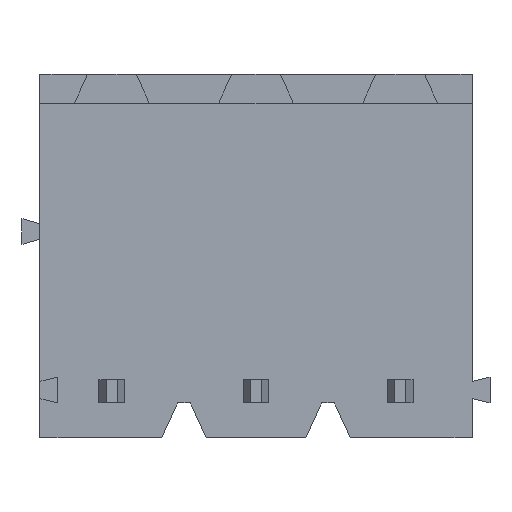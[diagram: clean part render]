
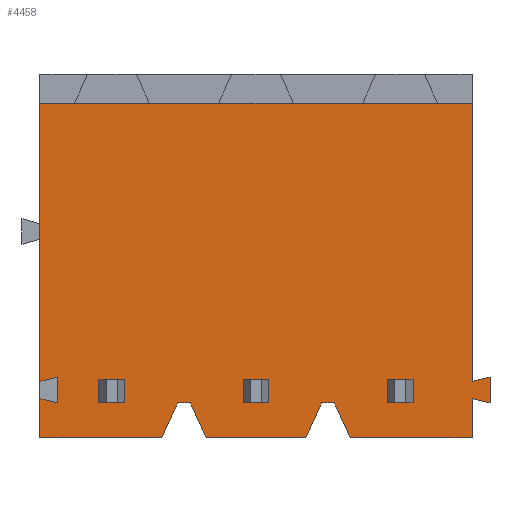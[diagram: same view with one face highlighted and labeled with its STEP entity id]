
A CAD part, front view. The second image highlights one B-rep face of the part: STEP entity #4458.
In plain terms, the highlighted planar face has unit normal (0, -1, 0).
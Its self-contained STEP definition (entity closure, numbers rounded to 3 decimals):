
#163=DIRECTION('',(0.,0.,-1.));
#164=VECTOR('',#163,9.65);
#165=CARTESIAN_POINT('',(0.,0.,11.6));
#166=LINE('',#165,#164);
#179=DIRECTION('',(0.,0.,-1.));
#180=VECTOR('',#179,1.35);
#181=CARTESIAN_POINT('',(0.,0.,1.35));
#182=LINE('',#181,#180);
#1269=DIRECTION('',(1.,0.,0.));
#1270=VECTOR('',#1269,4.23);
#1271=CARTESIAN_POINT('',(10.77,0.,0.));
#1272=LINE('',#1271,#1270);
#1297=DIRECTION('',(1.,0.,0.));
#1298=VECTOR('',#1297,0.45);
#1299=CARTESIAN_POINT('',(9.775,0.,1.2));
#1300=LINE('',#1299,#1298);
#1309=DIRECTION('',(0.,0.,-1.));
#1310=VECTOR('',#1309,0.8);
#1311=CARTESIAN_POINT('',(12.05,0.,2.));
#1312=LINE('',#1311,#1310);
#1313=DIRECTION('',(1.,0.,0.));
#1314=VECTOR('',#1313,0.9);
#1315=CARTESIAN_POINT('',(12.05,0.,1.2));
#1316=LINE('',#1315,#1314);
#1317=DIRECTION('',(0.,0.,-1.));
#1318=VECTOR('',#1317,0.8);
#1319=CARTESIAN_POINT('',(12.95,0.,2.));
#1320=LINE('',#1319,#1318);
#1321=DIRECTION('',(1.,0.,0.));
#1322=VECTOR('',#1321,0.9);
#1323=CARTESIAN_POINT('',(12.05,0.,2.));
#1324=LINE('',#1323,#1322);
#1325=DIRECTION('',(0.,0.,-1.));
#1326=VECTOR('',#1325,0.8);
#1327=CARTESIAN_POINT('',(7.05,0.,2.));
#1328=LINE('',#1327,#1326);
#1329=DIRECTION('',(1.,0.,0.));
#1330=VECTOR('',#1329,0.9);
#1331=CARTESIAN_POINT('',(7.05,0.,1.2));
#1332=LINE('',#1331,#1330);
#1333=DIRECTION('',(0.,0.,-1.));
#1334=VECTOR('',#1333,0.8);
#1335=CARTESIAN_POINT('',(7.95,0.,2.));
#1336=LINE('',#1335,#1334);
#1337=DIRECTION('',(1.,0.,0.));
#1338=VECTOR('',#1337,0.9);
#1339=CARTESIAN_POINT('',(7.05,0.,2.));
#1340=LINE('',#1339,#1338);
#1341=DIRECTION('',(0.,0.,-1.));
#1342=VECTOR('',#1341,0.8);
#1343=CARTESIAN_POINT('',(2.05,0.,2.));
#1344=LINE('',#1343,#1342);
#1345=DIRECTION('',(1.,0.,0.));
#1346=VECTOR('',#1345,0.9);
#1347=CARTESIAN_POINT('',(2.05,0.,1.2));
#1348=LINE('',#1347,#1346);
#1349=DIRECTION('',(0.,0.,-1.));
#1350=VECTOR('',#1349,0.8);
#1351=CARTESIAN_POINT('',(2.95,0.,2.));
#1352=LINE('',#1351,#1350);
#1353=DIRECTION('',(1.,0.,0.));
#1354=VECTOR('',#1353,0.9);
#1355=CARTESIAN_POINT('',(2.05,0.,2.));
#1356=LINE('',#1355,#1354);
#1357=DIRECTION('',(-0.972,0.,-0.235));
#1358=VECTOR('',#1357,0.638);
#1359=CARTESIAN_POINT('',(15.62,0.,2.1));
#1360=LINE('',#1359,#1358);
#1361=DIRECTION('',(0.972,0.,-0.235));
#1362=VECTOR('',#1361,0.638);
#1363=CARTESIAN_POINT('',(15.,0.,1.35));
#1364=LINE('',#1363,#1362);
#1365=DIRECTION('',(0.414,0.,-0.91));
#1366=VECTOR('',#1365,1.318);
#1367=CARTESIAN_POINT('',(10.225,0.,1.2));
#1368=LINE('',#1367,#1366);
#1369=DIRECTION('',(0.414,0.,0.91));
#1370=VECTOR('',#1369,1.318);
#1371=CARTESIAN_POINT('',(9.23,0.,0.));
#1372=LINE('',#1371,#1370);
#1373=DIRECTION('',(0.414,0.,-0.91));
#1374=VECTOR('',#1373,1.318);
#1375=CARTESIAN_POINT('',(5.225,0.,1.2));
#1376=LINE('',#1375,#1374);
#1377=DIRECTION('',(0.414,0.,0.91));
#1378=VECTOR('',#1377,1.318);
#1379=CARTESIAN_POINT('',(4.23,0.,0.));
#1380=LINE('',#1379,#1378);
#1381=DIRECTION('',(0.972,0.,-0.235));
#1382=VECTOR('',#1381,0.638);
#1383=CARTESIAN_POINT('',(0.,0.,1.35));
#1384=LINE('',#1383,#1382);
#1385=DIRECTION('',(0.,0.,1.));
#1386=VECTOR('',#1385,0.9);
#1387=CARTESIAN_POINT('',(0.62,0.,1.2));
#1388=LINE('',#1387,#1386);
#1389=DIRECTION('',(-0.972,0.,-0.235));
#1390=VECTOR('',#1389,0.638);
#1391=CARTESIAN_POINT('',(0.62,0.,2.1));
#1392=LINE('',#1391,#1390);
#1565=DIRECTION('',(-1.,0.,0.));
#1566=VECTOR('',#1565,15.);
#1567=CARTESIAN_POINT('',(15.,0.,11.6));
#1568=LINE('',#1567,#1566);
#1801=DIRECTION('',(0.,0.,-1.));
#1802=VECTOR('',#1801,1.35);
#1803=CARTESIAN_POINT('',(15.,0.,1.35));
#1804=LINE('',#1803,#1802);
#1817=DIRECTION('',(0.,0.,-1.));
#1818=VECTOR('',#1817,9.65);
#1819=CARTESIAN_POINT('',(15.,0.,11.6));
#1820=LINE('',#1819,#1818);
#1887=DIRECTION('',(0.,0.,-1.));
#1888=VECTOR('',#1887,0.9);
#1889=CARTESIAN_POINT('',(15.62,0.,2.1));
#1890=LINE('',#1889,#1888);
#2067=DIRECTION('',(1.,0.,0.));
#2068=VECTOR('',#2067,3.46);
#2069=CARTESIAN_POINT('',(5.77,0.,0.));
#2070=LINE('',#2069,#2068);
#2091=DIRECTION('',(1.,0.,0.));
#2092=VECTOR('',#2091,0.45);
#2093=CARTESIAN_POINT('',(4.775,0.,1.2));
#2094=LINE('',#2093,#2092);
#2127=DIRECTION('',(1.,0.,0.));
#2128=VECTOR('',#2127,4.23);
#2129=CARTESIAN_POINT('',(0.,0.,0.));
#2130=LINE('',#2129,#2128);
#2183=CARTESIAN_POINT('',(0.,0.,11.6));
#2185=VERTEX_POINT('',#2183);
#2203=CARTESIAN_POINT('',(0.,0.,0.));
#2204=VERTEX_POINT('',#2203);
#2285=CARTESIAN_POINT('',(2.05,0.,2.));
#2286=CARTESIAN_POINT('',(2.05,0.,1.2));
#2287=VERTEX_POINT('',#2285);
#2288=VERTEX_POINT('',#2286);
#2289=CARTESIAN_POINT('',(2.95,0.,2.));
#2290=CARTESIAN_POINT('',(2.95,0.,1.2));
#2291=VERTEX_POINT('',#2289);
#2292=VERTEX_POINT('',#2290);
#2309=CARTESIAN_POINT('',(4.23,0.,0.));
#2311=VERTEX_POINT('',#2309);
#2313=CARTESIAN_POINT('',(4.775,0.,1.2));
#2314=VERTEX_POINT('',#2313);
#2325=CARTESIAN_POINT('',(0.,0.,1.35));
#2326=VERTEX_POINT('',#2325);
#2327=CARTESIAN_POINT('',(0.,0.,1.95));
#2328=VERTEX_POINT('',#2327);
#2329=CARTESIAN_POINT('',(0.62,0.,1.2));
#2330=VERTEX_POINT('',#2329);
#2331=CARTESIAN_POINT('',(0.62,0.,2.1));
#2332=VERTEX_POINT('',#2331);
#2429=CARTESIAN_POINT('',(7.05,0.,2.));
#2430=CARTESIAN_POINT('',(7.05,0.,1.2));
#2431=VERTEX_POINT('',#2429);
#2432=VERTEX_POINT('',#2430);
#2433=CARTESIAN_POINT('',(7.95,0.,2.));
#2434=CARTESIAN_POINT('',(7.95,0.,1.2));
#2435=VERTEX_POINT('',#2433);
#2436=VERTEX_POINT('',#2434);
#2453=CARTESIAN_POINT('',(5.77,0.,0.));
#2455=VERTEX_POINT('',#2453);
#2457=CARTESIAN_POINT('',(5.225,0.,1.2));
#2458=VERTEX_POINT('',#2457);
#2461=CARTESIAN_POINT('',(9.23,0.,0.));
#2463=VERTEX_POINT('',#2461);
#2465=CARTESIAN_POINT('',(9.775,0.,1.2));
#2466=VERTEX_POINT('',#2465);
#2477=CARTESIAN_POINT('',(15.,0.,11.6));
#2479=VERTEX_POINT('',#2477);
#2497=CARTESIAN_POINT('',(15.,0.,0.));
#2498=VERTEX_POINT('',#2497);
#2579=CARTESIAN_POINT('',(12.05,0.,2.));
#2580=CARTESIAN_POINT('',(12.05,0.,1.2));
#2581=VERTEX_POINT('',#2579);
#2582=VERTEX_POINT('',#2580);
#2583=CARTESIAN_POINT('',(12.95,0.,2.));
#2584=CARTESIAN_POINT('',(12.95,0.,1.2));
#2585=VERTEX_POINT('',#2583);
#2586=VERTEX_POINT('',#2584);
#2603=CARTESIAN_POINT('',(10.77,0.,0.));
#2605=VERTEX_POINT('',#2603);
#2607=CARTESIAN_POINT('',(10.225,0.,1.2));
#2608=VERTEX_POINT('',#2607);
#2615=CARTESIAN_POINT('',(15.,0.,1.35));
#2616=VERTEX_POINT('',#2615);
#2617=CARTESIAN_POINT('',(15.,0.,1.95));
#2618=VERTEX_POINT('',#2617);
#2635=CARTESIAN_POINT('',(15.62,0.,2.1));
#2636=CARTESIAN_POINT('',(15.62,0.,1.2));
#2637=VERTEX_POINT('',#2635);
#2638=VERTEX_POINT('',#2636);
#4386=CARTESIAN_POINT('',(0.,0.,12.6));
#4387=DIRECTION('',(0.,-1.,0.));
#4388=DIRECTION('',(0.,0.,-1.));
#4389=AXIS2_PLACEMENT_3D('',#4386,#4387,#4388);
#4390=PLANE('',#4389);
#4392=ORIENTED_EDGE('',*,*,#4391,.F.);
#4394=ORIENTED_EDGE('',*,*,#4393,.T.);
#4396=ORIENTED_EDGE('',*,*,#4395,.F.);
#4398=ORIENTED_EDGE('',*,*,#4397,.T.);
#4400=ORIENTED_EDGE('',*,*,#4399,.F.);
#4402=ORIENTED_EDGE('',*,*,#4401,.T.);
#4403=ORIENTED_EDGE('',*,*,#4346,.F.);
#4404=ORIENTED_EDGE('',*,*,#4367,.F.);
#4405=ORIENTED_EDGE('',*,*,#4377,.F.);
#4407=ORIENTED_EDGE('',*,*,#4406,.F.);
#4409=ORIENTED_EDGE('',*,*,#4408,.F.);
#4411=ORIENTED_EDGE('',*,*,#4410,.F.);
#4413=ORIENTED_EDGE('',*,*,#4412,.F.);
#4415=ORIENTED_EDGE('',*,*,#4414,.F.);
#4417=ORIENTED_EDGE('',*,*,#4416,.F.);
#4418=ORIENTED_EDGE('',*,*,#2806,.F.);
#4420=ORIENTED_EDGE('',*,*,#4419,.T.);
#4422=ORIENTED_EDGE('',*,*,#4421,.T.);
#4424=ORIENTED_EDGE('',*,*,#4423,.T.);
#4425=ORIENTED_EDGE('',*,*,#2798,.F.);
#4426=EDGE_LOOP('',(#4392,#4394,#4396,#4398,#4400,#4402,#4403,#4404,#4405,#4407,
#4409,#4411,#4413,#4415,#4417,#4418,#4420,#4422,#4424,#4425));
#4427=FACE_OUTER_BOUND('',#4426,.F.);
#4429=ORIENTED_EDGE('',*,*,#4428,.T.);
#4431=ORIENTED_EDGE('',*,*,#4430,.T.);
#4433=ORIENTED_EDGE('',*,*,#4432,.F.);
#4435=ORIENTED_EDGE('',*,*,#4434,.F.);
#4436=EDGE_LOOP('',(#4429,#4431,#4433,#4435));
#4437=FACE_BOUND('',#4436,.F.);
#4439=ORIENTED_EDGE('',*,*,#4438,.T.);
#4441=ORIENTED_EDGE('',*,*,#4440,.T.);
#4443=ORIENTED_EDGE('',*,*,#4442,.F.);
#4445=ORIENTED_EDGE('',*,*,#4444,.F.);
#4446=EDGE_LOOP('',(#4439,#4441,#4443,#4445));
#4447=FACE_BOUND('',#4446,.F.);
#4449=ORIENTED_EDGE('',*,*,#4448,.T.);
#4451=ORIENTED_EDGE('',*,*,#4450,.T.);
#4453=ORIENTED_EDGE('',*,*,#4452,.F.);
#4455=ORIENTED_EDGE('',*,*,#4454,.F.);
#4456=EDGE_LOOP('',(#4449,#4451,#4453,#4455));
#4457=FACE_BOUND('',#4456,.F.);
#4458=ADVANCED_FACE('',(#4427,#4437,#4447,#4457),#4390,.T.);
#2798=EDGE_CURVE('',#2185,#2328,#166,.T.);
#2806=EDGE_CURVE('',#2326,#2204,#182,.T.);
#4346=EDGE_CURVE('',#2605,#2498,#1272,.T.);
#4367=EDGE_CURVE('',#2608,#2605,#1368,.T.);
#4377=EDGE_CURVE('',#2466,#2608,#1300,.T.);
#4391=EDGE_CURVE('',#2479,#2185,#1568,.T.);
#4393=EDGE_CURVE('',#2479,#2618,#1820,.T.);
#4395=EDGE_CURVE('',#2637,#2618,#1360,.T.);
#4397=EDGE_CURVE('',#2637,#2638,#1890,.T.);
#4399=EDGE_CURVE('',#2616,#2638,#1364,.T.);
#4401=EDGE_CURVE('',#2616,#2498,#1804,.T.);
#4406=EDGE_CURVE('',#2463,#2466,#1372,.T.);
#4408=EDGE_CURVE('',#2455,#2463,#2070,.T.);
#4410=EDGE_CURVE('',#2458,#2455,#1376,.T.);
#4412=EDGE_CURVE('',#2314,#2458,#2094,.T.);
#4414=EDGE_CURVE('',#2311,#2314,#1380,.T.);
#4416=EDGE_CURVE('',#2204,#2311,#2130,.T.);
#4419=EDGE_CURVE('',#2326,#2330,#1384,.T.);
#4421=EDGE_CURVE('',#2330,#2332,#1388,.T.);
#4423=EDGE_CURVE('',#2332,#2328,#1392,.T.);
#4428=EDGE_CURVE('',#2431,#2432,#1328,.T.);
#4430=EDGE_CURVE('',#2432,#2436,#1332,.T.);
#4432=EDGE_CURVE('',#2435,#2436,#1336,.T.);
#4434=EDGE_CURVE('',#2431,#2435,#1340,.T.);
#4438=EDGE_CURVE('',#2287,#2288,#1344,.T.);
#4440=EDGE_CURVE('',#2288,#2292,#1348,.T.);
#4442=EDGE_CURVE('',#2291,#2292,#1352,.T.);
#4444=EDGE_CURVE('',#2287,#2291,#1356,.T.);
#4448=EDGE_CURVE('',#2581,#2582,#1312,.T.);
#4450=EDGE_CURVE('',#2582,#2586,#1316,.T.);
#4452=EDGE_CURVE('',#2585,#2586,#1320,.T.);
#4454=EDGE_CURVE('',#2581,#2585,#1324,.T.);
